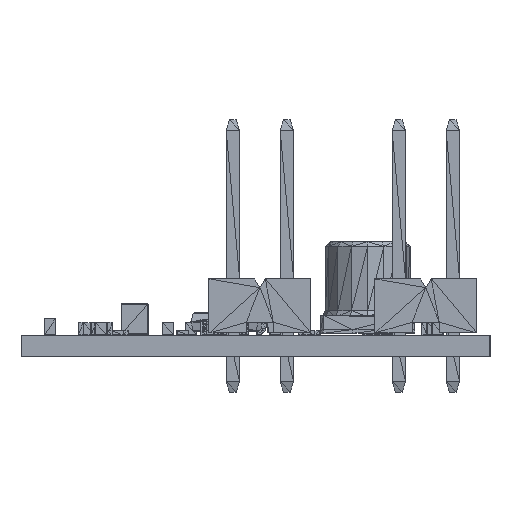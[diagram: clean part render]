
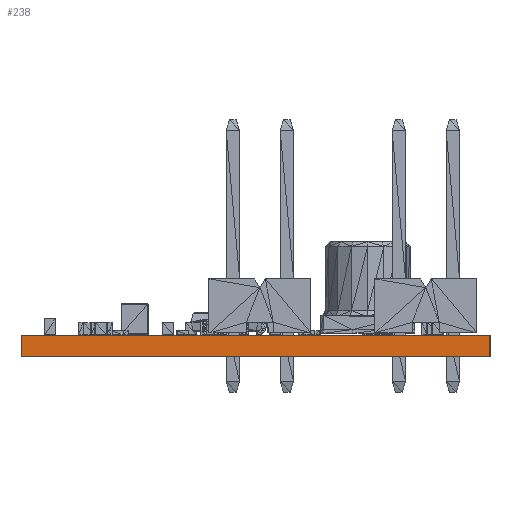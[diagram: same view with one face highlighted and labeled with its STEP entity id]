
A CAD part, left-side view. The second image highlights one B-rep face of the part: STEP entity #238.
In plain terms, the highlighted planar face has unit normal (-1, 0, 0).
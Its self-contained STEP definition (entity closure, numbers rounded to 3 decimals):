
#140 = EDGE_CURVE('',#141,#143,#145,.T.);
#141 = VERTEX_POINT('',#142);
#142 = CARTESIAN_POINT('',(-20.05,-13.55,0.));
#143 = VERTEX_POINT('',#144);
#144 = CARTESIAN_POINT('',(-20.05,-13.55,-1.));
#145 = LINE('',#146,#147);
#146 = CARTESIAN_POINT('',(-20.05,-13.55,0.));
#147 = VECTOR('',#148,1.);
#148 = DIRECTION('',(0.,0.,-1.));
#213 = VERTEX_POINT('',#214);
#214 = CARTESIAN_POINT('',(-20.05,8.45,-1.));
#220 = EDGE_CURVE('',#221,#213,#223,.T.);
#221 = VERTEX_POINT('',#222);
#222 = CARTESIAN_POINT('',(-20.05,8.45,0.));
#223 = LINE('',#224,#225);
#224 = CARTESIAN_POINT('',(-20.05,8.45,0.));
#225 = VECTOR('',#226,1.);
#226 = DIRECTION('',(0.,0.,-1.));
#238 = ADVANCED_FACE('',(#239),#255,.T.);
#239 = FACE_BOUND('',#240,.T.);
#240 = EDGE_LOOP('',(#241,#242,#248,#249));
#241 = ORIENTED_EDGE('',*,*,#220,.T.);
#242 = ORIENTED_EDGE('',*,*,#243,.T.);
#243 = EDGE_CURVE('',#213,#143,#244,.T.);
#244 = LINE('',#245,#246);
#245 = CARTESIAN_POINT('',(-20.05,8.45,-1.));
#246 = VECTOR('',#247,1.);
#247 = DIRECTION('',(0.,-1.,0.));
#248 = ORIENTED_EDGE('',*,*,#140,.F.);
#249 = ORIENTED_EDGE('',*,*,#250,.F.);
#250 = EDGE_CURVE('',#221,#141,#251,.T.);
#251 = LINE('',#252,#253);
#252 = CARTESIAN_POINT('',(-20.05,8.45,0.));
#253 = VECTOR('',#254,1.);
#254 = DIRECTION('',(0.,-1.,0.));
#255 = PLANE('',#256);
#256 = AXIS2_PLACEMENT_3D('',#257,#258,#259);
#257 = CARTESIAN_POINT('',(-20.05,8.45,0.));
#258 = DIRECTION('',(-1.,0.,0.));
#259 = DIRECTION('',(0.,-1.,0.));
